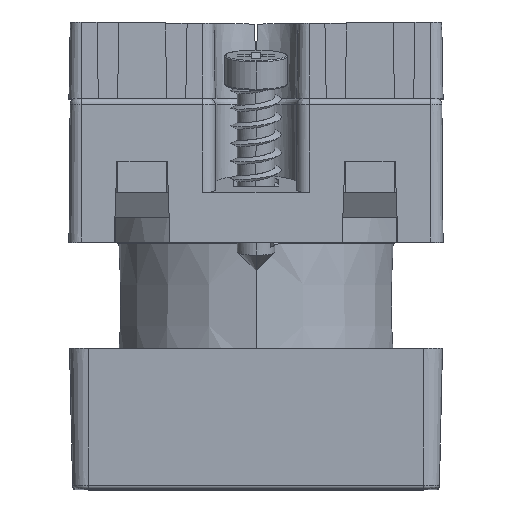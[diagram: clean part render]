
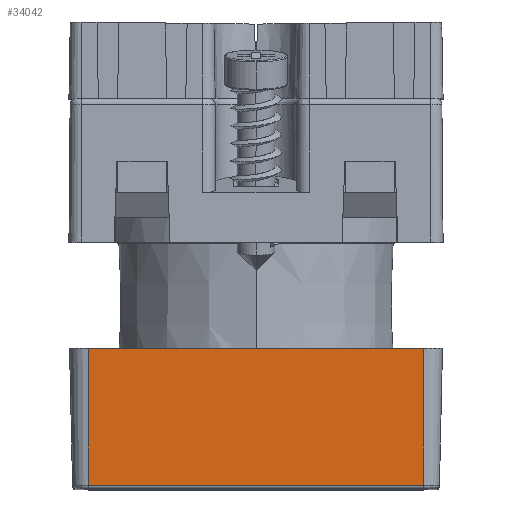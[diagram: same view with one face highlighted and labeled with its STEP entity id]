
A CAD part, top view. The second image highlights one B-rep face of the part: STEP entity #34042.
In plain terms, the highlighted planar face has unit normal (0, -0.022, 1).
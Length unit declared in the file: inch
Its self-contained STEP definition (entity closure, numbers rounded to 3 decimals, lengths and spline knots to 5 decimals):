
#3335 = EDGE_CURVE ( 'NONE', #34307, #35831, #44200, .T. ) ;
#5895 = ORIENTED_EDGE ( 'NONE', *, *, #28845, .T. ) ;
#7297 = CARTESIAN_POINT ( 'NONE',  ( 0.51346, -0.9376, 0.95517 ) ) ;
#9112 = CARTESIAN_POINT ( 'NONE',  ( -0.53772, -0.50821, 0.96469 ) ) ;
#10597 = ORIENTED_EDGE ( 'NONE', *, *, #40512, .F. ) ;
#15909 = DIRECTION ( 'NONE',  ( 1., 0., 0. ) ) ;
#16777 = CARTESIAN_POINT ( 'NONE',  ( 0.51346, -0.50821, 0.96469 ) ) ;
#19027 = LINE ( 'NONE', #27440, #44293 ) ;
#20368 = FACE_OUTER_BOUND ( 'NONE', #22069, .T. ) ;
#22069 = EDGE_LOOP ( 'NONE', ( #10597, #27674, #48148, #5895 ) ) ;
#22556 = DIRECTION ( 'NONE',  ( 0., -0.022, 1. ) ) ;
#23088 = AXIS2_PLACEMENT_3D ( 'NONE', #41750, #22556, #49165 ) ;
#23469 = VERTEX_POINT ( 'NONE', #16777 ) ;
#24102 = EDGE_CURVE ( 'NONE', #35083, #34307, #48052, .T. ) ;
#25387 = DIRECTION ( 'NONE',  ( 0., -1., -0.022 ) ) ;
#27440 = CARTESIAN_POINT ( 'NONE',  ( -0.01213, -0.50821, 0.96469 ) ) ;
#27674 = ORIENTED_EDGE ( 'NONE', *, *, #24102, .T. ) ;
#28845 = EDGE_CURVE ( 'NONE', #35831, #23469, #32785, .T. ) ;
#32785 = LINE ( 'NONE', #40176, #41777 ) ;
#34002 = PLANE ( 'NONE',  #23088 ) ;
#34042 = ADVANCED_FACE ( 'NONE', ( #20368 ), #34002, .T. ) ;
#34153 = VECTOR ( 'NONE', #25387, 39.37008 ) ;
#34307 = VERTEX_POINT ( 'NONE', #48631 ) ;
#35083 = VERTEX_POINT ( 'NONE', #9112 ) ;
#35831 = VERTEX_POINT ( 'NONE', #7297 ) ;
#37689 = DIRECTION ( 'NONE',  ( 1., 0., 0. ) ) ;
#38372 = CARTESIAN_POINT ( 'NONE',  ( -0.53772, -0.9376, 0.95517 ) ) ;
#40176 = CARTESIAN_POINT ( 'NONE',  ( 0.51346, -0.50821, 0.96469 ) ) ;
#40505 = DIRECTION ( 'NONE',  ( 0., 1., 0.022 ) ) ;
#40512 = EDGE_CURVE ( 'NONE', #35083, #23469, #19027, .T. ) ;
#41750 = CARTESIAN_POINT ( 'NONE',  ( -0.53772, -0.50821, 0.96469 ) ) ;
#41777 = VECTOR ( 'NONE', #40505, 39.37008 ) ;
#44088 = CARTESIAN_POINT ( 'NONE',  ( -0.53772, -0.50821, 0.96469 ) ) ;
#44200 = LINE ( 'NONE', #38372, #47825 ) ;
#44293 = VECTOR ( 'NONE', #15909, 39.37008 ) ;
#47825 = VECTOR ( 'NONE', #37689, 39.37008 ) ;
#48052 = LINE ( 'NONE', #44088, #34153 ) ;
#48148 = ORIENTED_EDGE ( 'NONE', *, *, #3335, .T. ) ;
#48631 = CARTESIAN_POINT ( 'NONE',  ( -0.53772, -0.9376, 0.95517 ) ) ;
#49165 = DIRECTION ( 'NONE',  ( 0., -1., -0.022 ) ) ;
